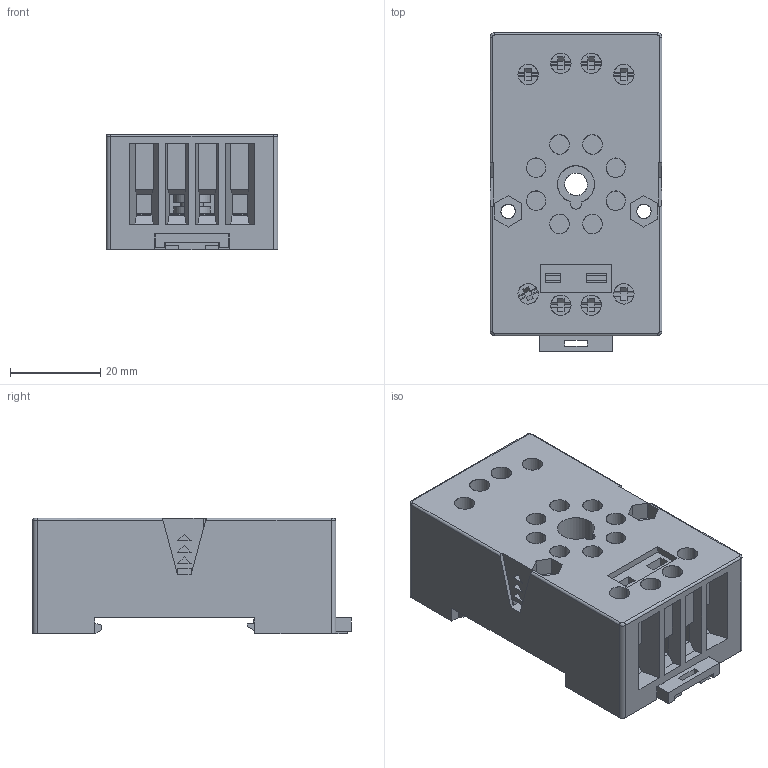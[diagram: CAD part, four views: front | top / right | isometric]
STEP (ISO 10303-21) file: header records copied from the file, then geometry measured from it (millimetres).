
FILE_DESCRIPTION(('STEP AP214'),'2;1');
FILE_NAME('90.20---catalogo.stp','2010-12-03T15:39:37',(''),(''),'2007.1.106','THINKDESIGN','');
FILE_SCHEMA(('AUTOMOTIVE_DESIGN'));
Length unit declared in the file: millimetre
Products named in the file (1): None
Bounding box: 38 x 70.4 x 25.5 mm (x, y, z)
Surface area: 19763.5 mm2 (no closed solid volume)
Topology: 0 solids, 0 shells, 554 faces, 2870 edges, 2870 vertices
Faces by surface type: plane 448, bspline 55, cylinder 51
Full cylindrical faces by diameter (mm): 2.2 x8, 3.2 x2, 4.308 x8, 4.5 x8, 5 x1
Entity records: 29900 total; most frequent: CARTESIAN_POINT 8273, DIRECTION 3740, COMPOSITE_CURVE_SEGMENT 2870, TRIMMED_CURVE 2590, VECTOR 2438, LINE 2438, AXIS2_PLACEMENT_3D 651, OUTER_BOUNDARY_CURVE 554
